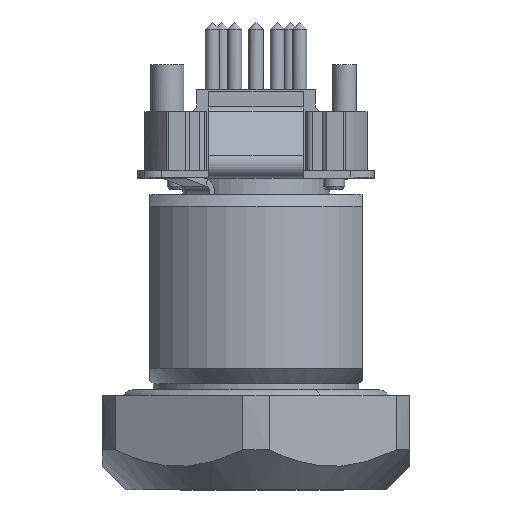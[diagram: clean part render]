
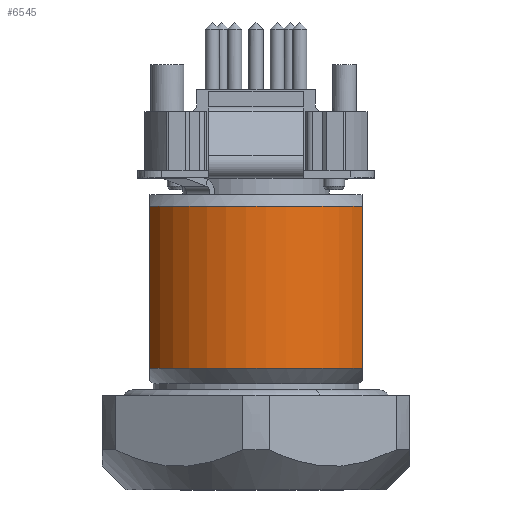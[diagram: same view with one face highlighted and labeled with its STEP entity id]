
A CAD part, front view. The second image highlights one B-rep face of the part: STEP entity #6545.
In plain terms, the highlighted cylindrical face has radius 5 mm (diameter 10 mm), a partial arc.
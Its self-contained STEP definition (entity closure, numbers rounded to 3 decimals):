
#6399=AXIS2_PLACEMENT_3D('Circle Axis2P3D',#6397,#6398,$) ;
#6532=AXIS2_PLACEMENT_3D('Cylinder Axis2P3D',#6529,#6530,#6531) ;
#6536=AXIS2_PLACEMENT_3D('Circle Axis2P3D',#6534,#6535,$) ;
#6394=CARTESIAN_POINT('Vertex',(11.,5.021,5.15)) ;
#6397=CARTESIAN_POINT('Axis2P3D Location',(6.5,7.2,5.15)) ;
#6401=CARTESIAN_POINT('Vertex',(2.,5.021,5.15)) ;
#6434=CARTESIAN_POINT('Vertex',(2.,5.021,12.)) ;
#6452=CARTESIAN_POINT('Line Origine',(2.,5.021,8.575)) ;
#6512=CARTESIAN_POINT('Vertex',(11.,5.021,12.)) ;
#6515=CARTESIAN_POINT('Line Origine',(11.,5.021,8.575)) ;
#6529=CARTESIAN_POINT('Axis2P3D Location',(6.5,7.2,8.825)) ;
#6534=CARTESIAN_POINT('Axis2P3D Location',(6.5,7.2,12.)) ;
#6398=DIRECTION('Axis2P3D Direction',(0.,0.,1.)) ;
#6453=DIRECTION('Vector Direction',(0.,0.,-1.)) ;
#6516=DIRECTION('Vector Direction',(0.,0.,1.)) ;
#6530=DIRECTION('Axis2P3D Direction',(0.,0.,-1.)) ;
#6531=DIRECTION('Axis2P3D XDirection',(1.,0.,0.)) ;
#6535=DIRECTION('Axis2P3D Direction',(0.,0.,-1.)) ;
#6454=VECTOR('Line Direction',#6453,1.) ;
#6517=VECTOR('Line Direction',#6516,1.) ;
#6540=ORIENTED_EDGE('',*,*,#6519,.T.) ;
#6541=ORIENTED_EDGE('',*,*,#6538,.F.) ;
#6542=ORIENTED_EDGE('',*,*,#6456,.T.) ;
#6543=ORIENTED_EDGE('',*,*,#6403,.F.) ;
#6545=ADVANCED_FACE('V3',(#6544),#6533,.T.) ;
#6400=CIRCLE('generated circle',#6399,5.) ;
#6537=CIRCLE('generated circle',#6536,5.) ;
#6533=CYLINDRICAL_SURFACE('generated cylinder',#6532,5.) ;
#6403=EDGE_CURVE('',#6395,#6402,#6400,.F.) ;
#6456=EDGE_CURVE('',#6435,#6402,#6455,.T.) ;
#6519=EDGE_CURVE('',#6395,#6513,#6518,.T.) ;
#6538=EDGE_CURVE('',#6435,#6513,#6537,.F.) ;
#6539=EDGE_LOOP('',(#6540,#6541,#6542,#6543)) ;
#6544=FACE_OUTER_BOUND('',#6539,.T.) ;
#6455=LINE('Line',#6452,#6454) ;
#6518=LINE('Line',#6515,#6517) ;
#6395=VERTEX_POINT('',#6394) ;
#6402=VERTEX_POINT('',#6401) ;
#6435=VERTEX_POINT('',#6434) ;
#6513=VERTEX_POINT('',#6512) ;
